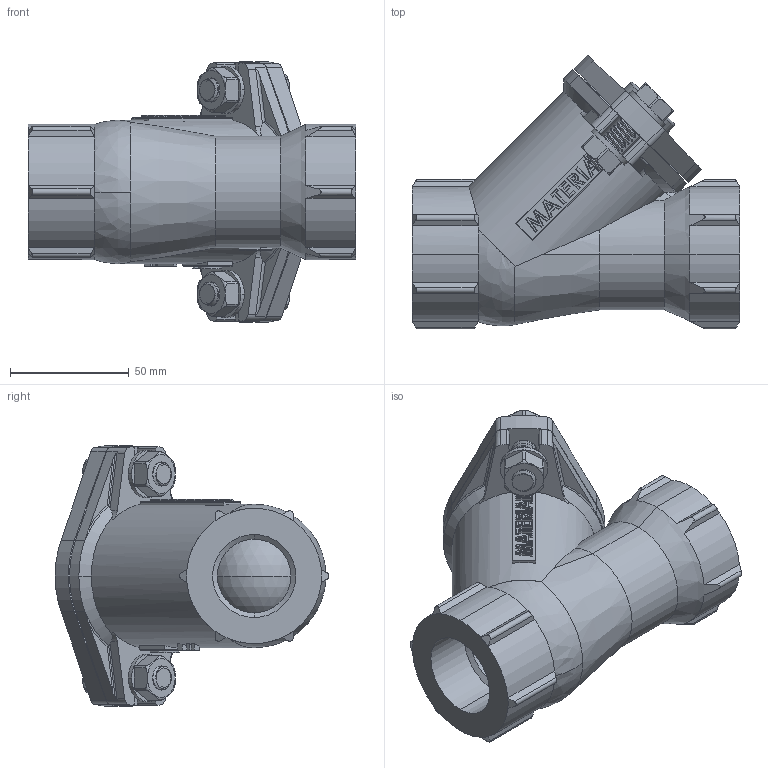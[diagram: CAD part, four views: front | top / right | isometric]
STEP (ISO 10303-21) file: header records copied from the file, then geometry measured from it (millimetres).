
FILE_DESCRIPTION (( 'STEP AP203' ), '1' );
FILE_NAME ('ROSCADA DN 25.STEP', '2017-04-19T09:46:31', ( '' ), ( '' ), 'SwSTEP 2.0', 'SolidWorks 2017', '' );
FILE_SCHEMA (( 'CONFIG_CONTROL_DESIGN' ));
Length unit declared in the file: millimetre
Products named in the file (1): ROSCADA DN 25
Bounding box: 138 x 115.39 x 109.8 mm (x, y, z)
Volume: 322216.6 mm3; surface area: 95045.6 mm2
Topology: 8 solids, 8 shells, 738 faces, 1879 edges, 1173 vertices
Faces by surface type: cylinder 342, plane 280, torus 51, cone 34, bspline 23, sphere 8
Entity records: 31114 total; most frequent: CARTESIAN_POINT 14447, ORIENTED_EDGE 3720, DIRECTION 3196, EDGE_CURVE 1860, VERTEX_POINT 1164, AXIS2_PLACEMENT_3D 1143, LINE 910, VECTOR 910
